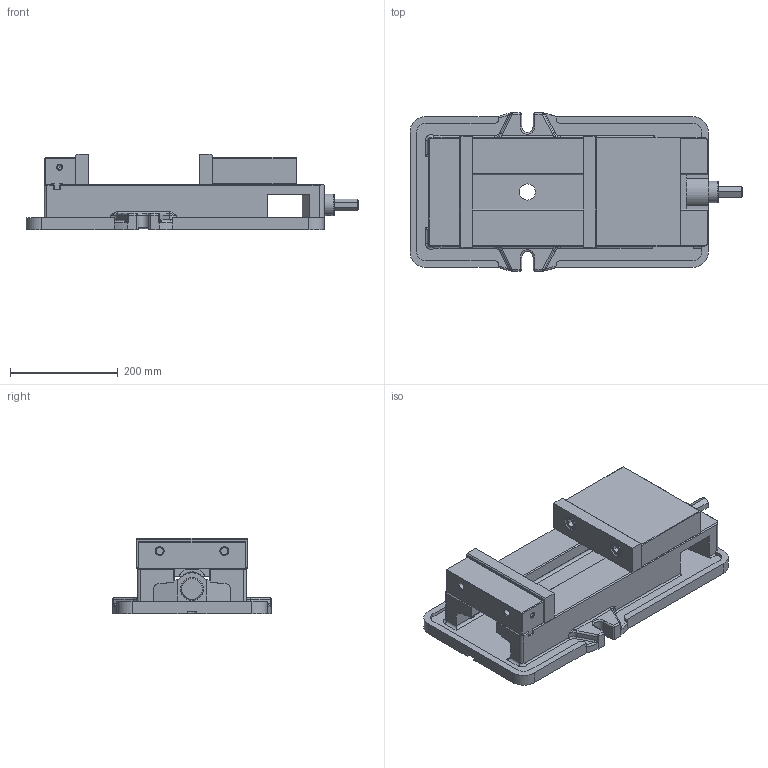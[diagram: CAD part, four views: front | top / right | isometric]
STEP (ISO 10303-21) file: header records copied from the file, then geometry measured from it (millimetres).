
FILE_DESCRIPTION(/* description */ (''),/* implementation_level */ '2;1');
FILE_NAME(/* name */ '1ATW810NA0101.stp',/* time_stamp */ '2016-04-14T13:25:46+08:00',/* author */ ('user'),/* organization */ (''),/* preprocessor_version */ 'ST-DEVELOPER v15.2',/* originating_system */ 'Autodesk Inventor 2014',/* authorisation */ '');
FILE_SCHEMA (('AUTOMOTIVE_DESIGN { 1 0 10303 214 3 1 1 }'));
Products named in the file (9): ATL-801; ALT-802-B; ATL-808; ATL-806活動顎; AT807; ATL-809; ANSI B18.3 - 5_8-11 UNC - 1(31); AT803-螺母; 1ATW810NA0101
Bounding box: 617.5 x 294.4 x 140.4 mm (x, y, z)
Volume: 7807574 mm3; surface area: 920376.9 mm2
Topology: 12 solids, 12 shells, 615 faces, 1509 edges, 919 vertices
Faces by surface type: plane 331, cylinder 164, cone 49, torus 48, bspline 13, sphere 10
Full cylindrical faces by diameter (mm): 6.401 x1, 8.376 x2, 13.386 x9, 15.875 x4, 18 x6, 22 x1, 23.5 x1, 23.825 x4, 25 x3, 26 x6, 30 x1, 38 x1, 40 x1, 42 x2, 42.5 x1, 43.5 x1, 65 x1
Entity records: 16781 total; most frequent: CARTESIAN_POINT 3621, DIRECTION 2686, ORIENTED_EDGE 2512, EDGE_CURVE 1256, AXIS2_PLACEMENT_3D 937, LINE 812, VECTOR 812, VERTEX_POINT 810
